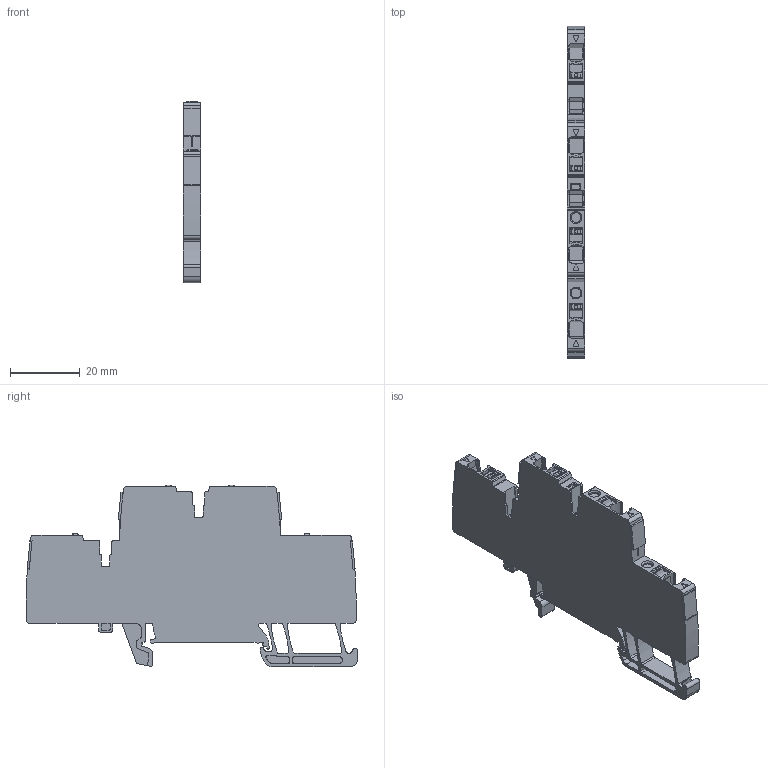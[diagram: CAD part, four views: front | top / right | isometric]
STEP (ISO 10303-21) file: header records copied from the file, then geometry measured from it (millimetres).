
FILE_DESCRIPTION(('CATIA V5 STEP Exchange','CAx-IF Rec.Pracs.--- Model Styling and Organization---1.4--- 2014-01-23'),'2;1');
FILE_NAME ('1482433-2_0', '2023-03-27T09:36:43+00:00', ('none'), ('Weidmueller'), 'CATIA Version 5-6 Release 2016 SP3 HF44', 'CATIA V5 STEP AP214', 'none');
FILE_SCHEMA(('AUTOMOTIVE_DESIGN { 1 0 10303 214 1 1 1 1 }'));
Length unit declared in the file: millimetre
Products named in the file (1): 2902480000
Bounding box: 5.1 x 94.97 x 52 mm (x, y, z)
Volume: 16015.9 mm3; surface area: 10364.5 mm2
Topology: 5 solids, 6 shells, 957 faces, 2619 edges, 1696 vertices
Faces by surface type: cylinder 436, plane 410, bspline 44, torus 35, cone 22, extrusion 8, sphere 2
Entity records: 35071 total; most frequent: CARTESIAN_POINT 11006, ORIENTED_EDGE 5234, DIRECTION 3936, EDGE_CURVE 2617, VERTEX_POINT 1696, AXIS2_PLACEMENT_3D 1579, VECTOR 1524, LINE 1516
